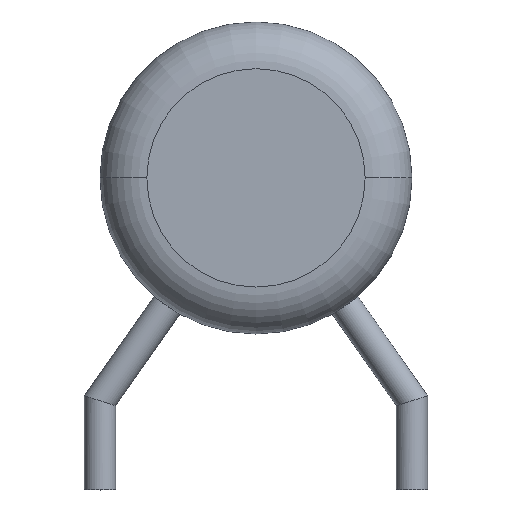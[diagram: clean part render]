
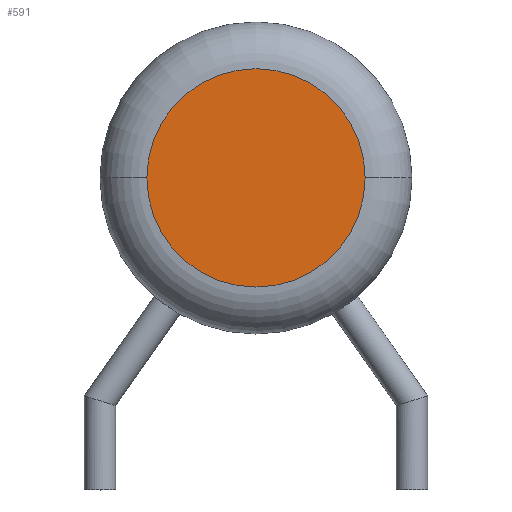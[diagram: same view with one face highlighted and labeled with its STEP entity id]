
A CAD part, top view. The second image highlights one B-rep face of the part: STEP entity #591.
In plain terms, the highlighted planar face has unit normal (0, 0, 1).
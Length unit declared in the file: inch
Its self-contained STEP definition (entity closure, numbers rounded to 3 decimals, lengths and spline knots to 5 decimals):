
#37 = DIRECTION ( 'NONE',  ( 0., 0., 1. ) ) ;
#55 = VERTEX_POINT ( 'NONE', #457 ) ;
#57 = ORIENTED_EDGE ( 'NONE', *, *, #262, .T. ) ;
#76 = DIRECTION ( 'NONE',  ( 0., 0., 1. ) ) ;
#92 = EDGE_CURVE ( 'NONE', #260, #55, #130, .T. ) ;
#100 = AXIS2_PLACEMENT_3D ( 'NONE', #136, #76, #501 ) ;
#101 = ORIENTED_EDGE ( 'NONE', *, *, #92, .T. ) ;
#130 = CIRCLE ( 'NONE', #100, 0.07 ) ;
#136 = CARTESIAN_POINT ( 'NONE',  ( 0., 0., 0.045 ) ) ;
#137 = CARTESIAN_POINT ( 'NONE',  ( 0., 0., 0.045 ) ) ;
#199 = FACE_OUTER_BOUND ( 'NONE', #418, .T. ) ;
#260 = VERTEX_POINT ( 'NONE', #374 ) ;
#262 = EDGE_CURVE ( 'NONE', #55, #260, #544, .T. ) ;
#265 = CARTESIAN_POINT ( 'NONE',  ( 0., 0., 0.045 ) ) ;
#364 = PLANE ( 'NONE',  #381 ) ;
#374 = CARTESIAN_POINT ( 'NONE',  ( 0.07, 0., 0.045 ) ) ;
#381 = AXIS2_PLACEMENT_3D ( 'NONE', #137, #37, #474 ) ;
#418 = EDGE_LOOP ( 'NONE', ( #101, #57 ) ) ;
#457 = CARTESIAN_POINT ( 'NONE',  ( -0.07, 0., 0.045 ) ) ;
#474 = DIRECTION ( 'NONE',  ( 1., 0., 0. ) ) ;
#475 = DIRECTION ( 'NONE',  ( 0., 0., 1. ) ) ;
#501 = DIRECTION ( 'NONE',  ( 1., 0., 0. ) ) ;
#527 = DIRECTION ( 'NONE',  ( 1., 0., 0. ) ) ;
#544 = CIRCLE ( 'NONE', #590, 0.07 ) ;
#590 = AXIS2_PLACEMENT_3D ( 'NONE', #265, #475, #527 ) ;
#591 = ADVANCED_FACE ( 'NONE', ( #199 ), #364, .T. ) ;
